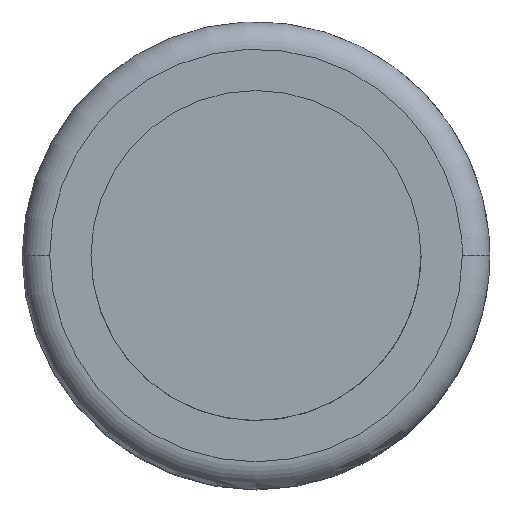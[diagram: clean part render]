
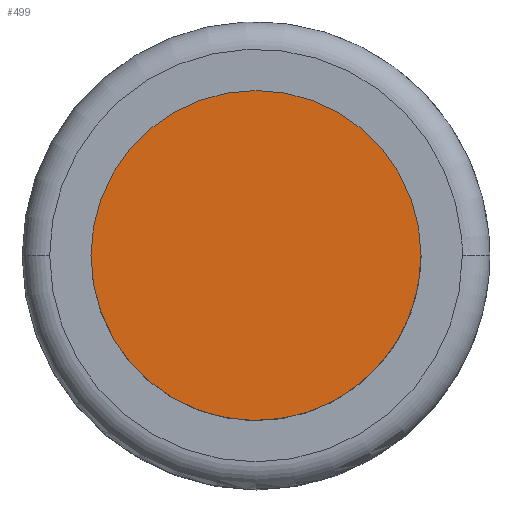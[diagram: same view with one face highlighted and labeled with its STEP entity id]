
A CAD part, top view. The second image highlights one B-rep face of the part: STEP entity #499.
In plain terms, the highlighted planar face has unit normal (0, 0, 1).
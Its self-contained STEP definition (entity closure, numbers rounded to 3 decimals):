
#421=CARTESIAN_POINT('',(3.,0.,7.0));
#422=VERTEX_POINT('',#421);
#438=CARTESIAN_POINT('',(-3.,0.,7.0));
#439=VERTEX_POINT('',#438);
#446=CARTESIAN_POINT('',(0.0,0.,7.0));
#447=DIRECTION('',(0.0,0.0,1.0));
#448=DIRECTION('',(1.0,0.0,0.0));
#449=AXIS2_PLACEMENT_3D('',#446,#447,#448);
#450=CIRCLE('',#449,3.);
#451=EDGE_CURVE('',#422,#439,#450,.T.);
#462=CARTESIAN_POINT('',(0.0,0.,7.0));
#463=DIRECTION('',(0.0,0.0,1.0));
#464=DIRECTION('',(1.0,0.0,0.0));
#465=AXIS2_PLACEMENT_3D('',#462,#463,#464);
#466=CIRCLE('',#465,3.);
#467=EDGE_CURVE('',#439,#422,#466,.T.);
#490=CARTESIAN_POINT('',(0.0,0.,7.0));
#491=DIRECTION('',(0.0,0.0,1.0));
#492=DIRECTION('',(1.0,0.0,0.0));
#493=AXIS2_PLACEMENT_3D('',#490,#491,#492);
#494=PLANE('',#493);
#495=ORIENTED_EDGE('',*,*,#451,.T.);
#496=ORIENTED_EDGE('',*,*,#467,.T.);
#497=EDGE_LOOP('',(#495,#496));
#498=FACE_OUTER_BOUND('',#497,.T.);
#499=ADVANCED_FACE('',(#498),#494,.T.);
